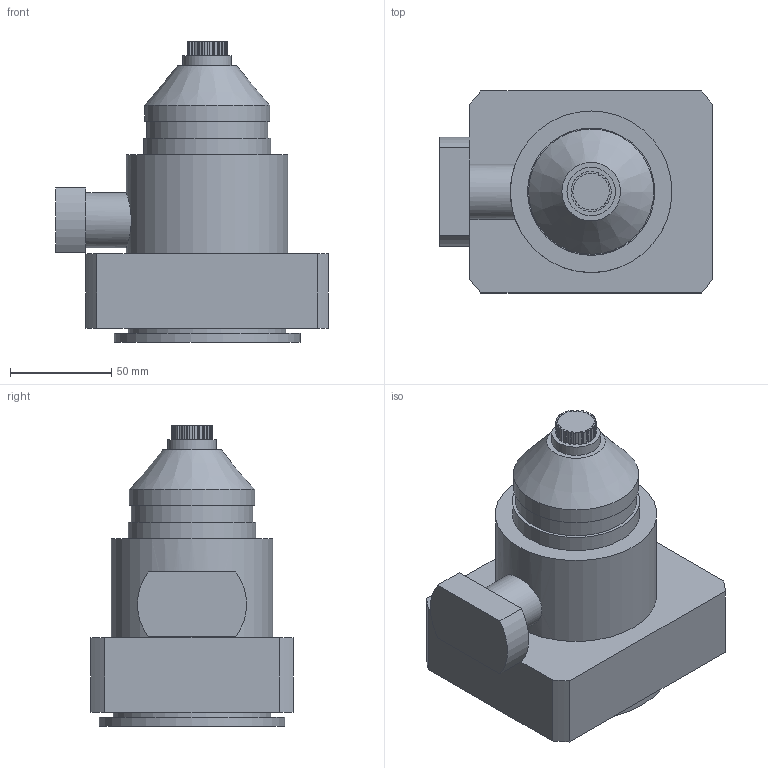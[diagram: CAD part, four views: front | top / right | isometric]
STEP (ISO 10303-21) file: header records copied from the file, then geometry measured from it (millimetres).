
FILE_DESCRIPTION(/* description */ ('3-D model version:1'),/* implementation_level */ '2;1');
FILE_NAME(/* name */ 'C5-DNE80-044000-I',/* time_stamp */ '2016-12-02T13:41:56',/* author */ ('InteractiveCad'),/* organization */ ('AB Sandvik Coromant'),/* preprocessor_version */ 'ST-DEVELOPER v11',/* originating_system */ 'SIEMENS UGS NX 6.0',/* authorization */ '');
FILE_SCHEMA(('AUTOMOTIVE_DESIGN'));
Length unit declared in the file: millimetre
Products named in the file (1): C5_DNE80_044000_I_634345736746698549_1_stp
Bounding box: 135 x 100 x 149 mm (x, y, z)
Volume: 832896.3 mm3; surface area: 75569.9 mm2
Topology: 1 solids, 1 shells, 144 faces, 384 edges, 257 vertices
Faces by surface type: plane 71, cylinder 66, cone 7
Full cylindrical faces by diameter (mm): 3 x1, 24 x1, 27.4 x1, 38.634 x1, 49.745 x1, 60 x1, 62 x1, 63 x1, 68 x1, 78 x1, 80 x1, 92 x1
Entity records: 4604 total; most frequent: CARTESIAN_POINT 844, DIRECTION 804, ORIENTED_EDGE 734, EDGE_CURVE 367, AXIS2_PLACEMENT_3D 291, VERTEX_POINT 253, LINE 222, VECTOR 222
